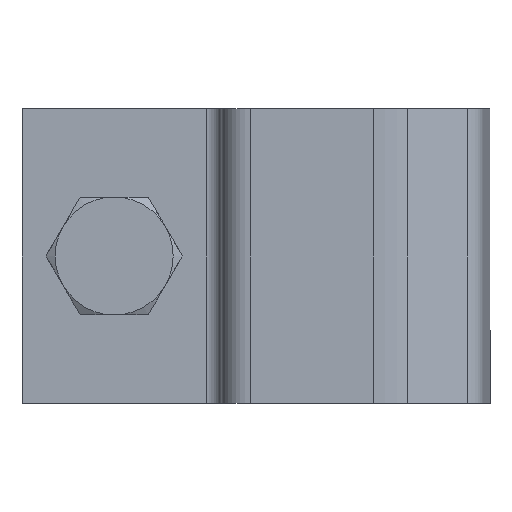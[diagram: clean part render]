
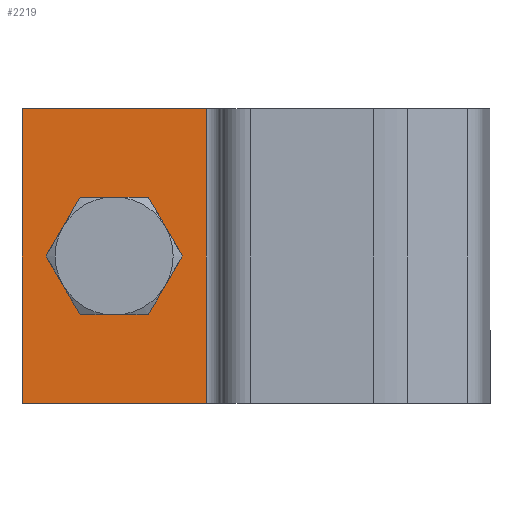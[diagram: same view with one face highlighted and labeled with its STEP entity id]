
A CAD part, left-side view. The second image highlights one B-rep face of the part: STEP entity #2219.
In plain terms, the highlighted planar face has unit normal (-1, 0, 0).
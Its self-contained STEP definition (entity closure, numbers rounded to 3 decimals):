
#156 = EDGE_CURVE ( 'NONE', #9388, #5361, #2383, .T. ) ;
#516 = VERTEX_POINT ( 'NONE', #7950 ) ;
#630 = DIRECTION ( 'NONE',  ( 0., 0., 1. ) ) ;
#657 = DIRECTION ( 'NONE',  ( -1., 0., 0. ) ) ;
#694 = CARTESIAN_POINT ( 'NONE',  ( -1.127, 40.424, 38.622 ) ) ;
#846 = CARTESIAN_POINT ( 'NONE',  ( -1.127, 42.424, 38.622 ) ) ;
#945 = CIRCLE ( 'NONE', #7815, 5.5 ) ;
#1421 = DIRECTION ( 'NONE',  ( 0., 0., 1. ) ) ;
#1598 = ORIENTED_EDGE ( 'NONE', *, *, #10044, .F. ) ;
#1694 = EDGE_CURVE ( 'NONE', #5361, #9388, #945, .T. ) ;
#1891 = AXIS2_PLACEMENT_3D ( 'NONE', #4716, #4726, #4736 ) ;
#2219 = ADVANCED_FACE ( 'NONE', ( #3405, #10660 ), #9687, .T. ) ;
#2330 = CARTESIAN_POINT ( 'NONE',  ( -1.127, 42.424, 78.622 ) ) ;
#2383 = CIRCLE ( 'NONE', #1891, 5.5 ) ;
#2430 = ORIENTED_EDGE ( 'NONE', *, *, #9425, .T. ) ;
#2448 = EDGE_CURVE ( 'NONE', #516, #7405, #11412, .T. ) ;
#2475 = DIRECTION ( 'NONE',  ( 0., 0., 1. ) ) ;
#2632 = LINE ( 'NONE', #8139, #12040 ) ;
#3405 = FACE_BOUND ( 'NONE', #12044, .T. ) ;
#3642 = ORIENTED_EDGE ( 'NONE', *, *, #156, .F. ) ;
#3870 = VECTOR ( 'NONE', #7981, 1000. ) ;
#4500 = ORIENTED_EDGE ( 'NONE', *, *, #2448, .T. ) ;
#4716 = CARTESIAN_POINT ( 'NONE',  ( -1.127, 54.924, 58.622 ) ) ;
#4726 = DIRECTION ( 'NONE',  ( -1., 0., 0. ) ) ;
#4736 = DIRECTION ( 'NONE',  ( 0., 0., 1. ) ) ;
#5361 = VERTEX_POINT ( 'NONE', #8945 ) ;
#5404 = AXIS2_PLACEMENT_3D ( 'NONE', #694, #657, #630 ) ;
#5669 = DIRECTION ( 'NONE',  ( -1., 0., 0. ) ) ;
#6384 = ORIENTED_EDGE ( 'NONE', *, *, #8585, .F. ) ;
#6523 = CARTESIAN_POINT ( 'NONE',  ( -1.127, 54.924, 58.622 ) ) ;
#6643 = DIRECTION ( 'NONE',  ( 0., 0., 1. ) ) ;
#7019 = CARTESIAN_POINT ( 'NONE',  ( -1.127, 40.424, 78.622 ) ) ;
#7157 = CARTESIAN_POINT ( 'NONE',  ( -1.127, 54.924, 64.122 ) ) ;
#7405 = VERTEX_POINT ( 'NONE', #846 ) ;
#7815 = AXIS2_PLACEMENT_3D ( 'NONE', #6523, #5669, #6643 ) ;
#7950 = CARTESIAN_POINT ( 'NONE',  ( -1.127, 67.424, 38.622 ) ) ;
#7981 = DIRECTION ( 'NONE',  ( 0., -1., 0. ) ) ;
#8139 = CARTESIAN_POINT ( 'NONE',  ( -1.127, 42.424, 78.622 ) ) ;
#8290 = VECTOR ( 'NONE', #1421, 1000. ) ;
#8308 = DIRECTION ( 'NONE',  ( 0., -1., 0. ) ) ;
#8541 = ORIENTED_EDGE ( 'NONE', *, *, #1694, .F. ) ;
#8566 = VERTEX_POINT ( 'NONE', #2330 ) ;
#8580 = VERTEX_POINT ( 'NONE', #11750 ) ;
#8585 = EDGE_CURVE ( 'NONE', #516, #8580, #10810, .T. ) ;
#8594 = VECTOR ( 'NONE', #8308, 1000. ) ;
#8936 = LINE ( 'NONE', #7019, #3870 ) ;
#8945 = CARTESIAN_POINT ( 'NONE',  ( -1.127, 54.924, 53.122 ) ) ;
#9388 = VERTEX_POINT ( 'NONE', #7157 ) ;
#9425 = EDGE_CURVE ( 'NONE', #7405, #8566, #2632, .T. ) ;
#9548 = CARTESIAN_POINT ( 'NONE',  ( -1.127, 40.424, 38.622 ) ) ;
#9687 = PLANE ( 'NONE',  #5404 ) ;
#9863 = CARTESIAN_POINT ( 'NONE',  ( -1.127, 67.424, 38.622 ) ) ;
#10044 = EDGE_CURVE ( 'NONE', #8580, #8566, #8936, .T. ) ;
#10660 = FACE_OUTER_BOUND ( 'NONE', #11026, .T. ) ;
#10810 = LINE ( 'NONE', #9863, #8290 ) ;
#11026 = EDGE_LOOP ( 'NONE', ( #4500, #2430, #1598, #6384 ) ) ;
#11412 = LINE ( 'NONE', #9548, #8594 ) ;
#11750 = CARTESIAN_POINT ( 'NONE',  ( -1.127, 67.424, 78.622 ) ) ;
#12040 = VECTOR ( 'NONE', #2475, 1000. ) ;
#12044 = EDGE_LOOP ( 'NONE', ( #3642, #8541 ) ) ;
